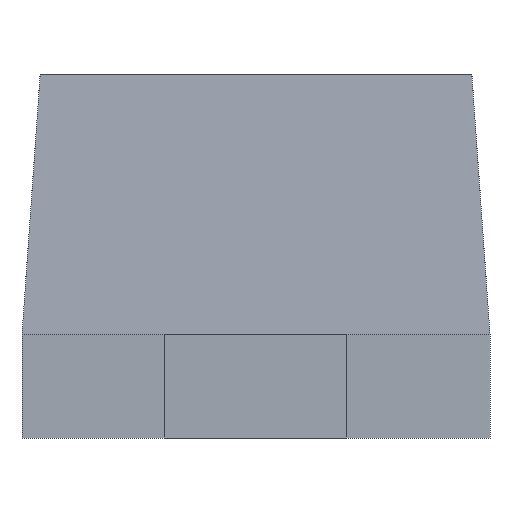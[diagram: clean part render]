
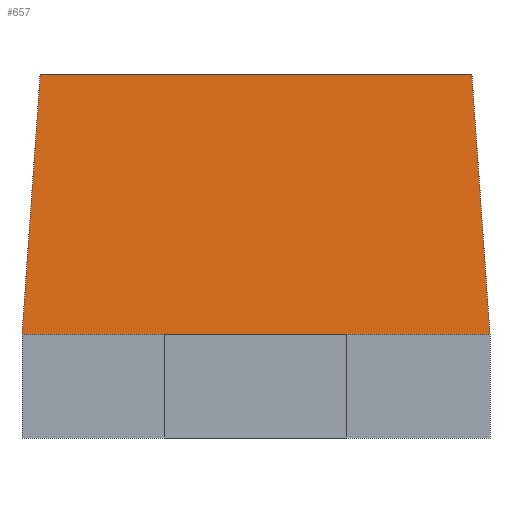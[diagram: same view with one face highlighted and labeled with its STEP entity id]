
A CAD part, front view. The second image highlights one B-rep face of the part: STEP entity #657.
In plain terms, the highlighted planar face has unit normal (0, -0.998, 0.07).
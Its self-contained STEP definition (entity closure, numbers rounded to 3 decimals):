
#36 = CARTESIAN_POINT ( 'NONE',  ( 0., -0.615, 0.5 ) ) ;
#44 = CARTESIAN_POINT ( 'NONE',  ( 0.415, -0.615, 0.5 ) ) ;
#76 = FACE_OUTER_BOUND ( 'NONE', #184, .T. ) ;
#115 = EDGE_CURVE ( 'NONE', #501, #416, #835, .T. ) ;
#123 = VERTEX_POINT ( 'NONE', #44 ) ;
#164 = CARTESIAN_POINT ( 'NONE',  ( -0.45, -0.65, 0. ) ) ;
#184 = EDGE_LOOP ( 'NONE', ( #609, #673, #897, #650 ) ) ;
#203 = CARTESIAN_POINT ( 'NONE',  ( -0.45, -0.65, 0. ) ) ;
#237 = LINE ( 'NONE', #849, #493 ) ;
#329 = LINE ( 'NONE', #36, #802 ) ;
#400 = CARTESIAN_POINT ( 'NONE',  ( -0.415, -0.615, 0.5 ) ) ;
#416 = VERTEX_POINT ( 'NONE', #164 ) ;
#454 = EDGE_CURVE ( 'NONE', #123, #877, #455, .T. ) ;
#455 = LINE ( 'NONE', #672, #635 ) ;
#493 = VECTOR ( 'NONE', #701, 1000. ) ;
#501 = VERTEX_POINT ( 'NONE', #400 ) ;
#505 = DIRECTION ( 'NONE',  ( -0.07, -0.07, -0.995 ) ) ;
#544 = AXIS2_PLACEMENT_3D ( 'NONE', #203, #870, #654 ) ;
#563 = PLANE ( 'NONE',  #544 ) ;
#575 = CARTESIAN_POINT ( 'NONE',  ( -0.45, -0.65, 0. ) ) ;
#596 = VECTOR ( 'NONE', #505, 1000. ) ;
#609 = ORIENTED_EDGE ( 'NONE', *, *, #611, .T. ) ;
#611 = EDGE_CURVE ( 'NONE', #416, #877, #237, .T. ) ;
#633 = EDGE_CURVE ( 'NONE', #501, #123, #329, .T. ) ;
#635 = VECTOR ( 'NONE', #902, 1000. ) ;
#650 = ORIENTED_EDGE ( 'NONE', *, *, #115, .T. ) ;
#654 = DIRECTION ( 'NONE',  ( 0., -0.07, -0.998 ) ) ;
#657 = ADVANCED_FACE ( 'NONE', ( #76 ), #563, .T. ) ;
#672 = CARTESIAN_POINT ( 'NONE',  ( 0.45, -0.65, 0. ) ) ;
#673 = ORIENTED_EDGE ( 'NONE', *, *, #454, .F. ) ;
#701 = DIRECTION ( 'NONE',  ( 1., 0., 0. ) ) ;
#746 = CARTESIAN_POINT ( 'NONE',  ( 0.45, -0.65, 0. ) ) ;
#802 = VECTOR ( 'NONE', #841, 1000. ) ;
#835 = LINE ( 'NONE', #575, #596 ) ;
#841 = DIRECTION ( 'NONE',  ( 1., 0., 0. ) ) ;
#849 = CARTESIAN_POINT ( 'NONE',  ( -0.45, -0.65, 0. ) ) ;
#870 = DIRECTION ( 'NONE',  ( 0., -0.998, 0.07 ) ) ;
#877 = VERTEX_POINT ( 'NONE', #746 ) ;
#897 = ORIENTED_EDGE ( 'NONE', *, *, #633, .F. ) ;
#902 = DIRECTION ( 'NONE',  ( 0.07, -0.07, -0.995 ) ) ;
